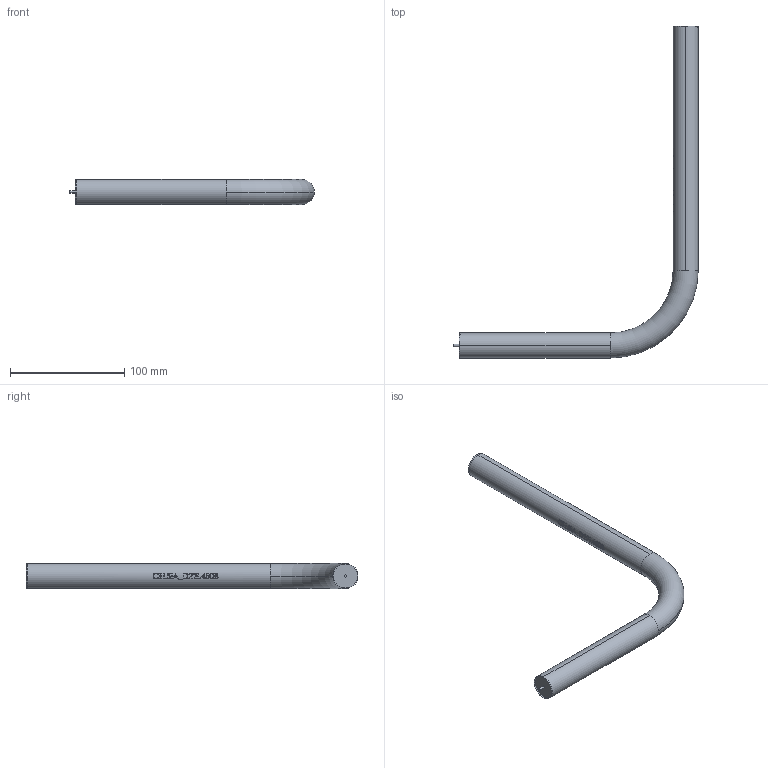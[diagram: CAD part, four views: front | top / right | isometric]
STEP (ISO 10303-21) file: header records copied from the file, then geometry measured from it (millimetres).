
FILE_DESCRIPTION (( 'STEP AP214' ), '1' );
FILE_NAME ('CELSIA_D22L450B.STEP', '2025-11-14T10:40:24', ( '' ), ( '' ), 'SwSTEP 2.0', 'SolidWorks 2023', '' );
FILE_SCHEMA (( 'AUTOMOTIVE_DESIGN' ));
Length unit declared in the file: millimetre
Products named in the file (1): CELSIA_D22L450B
Bounding box: 214.29 x 291.04 x 22 mm (x, y, z)
Volume: 170365.4 mm3; surface area: 32063.9 mm2
Topology: 1 solids, 1 shells, 200 faces, 522 edges, 348 vertices
Faces by surface type: bspline 87, plane 80, cylinder 31, torus 2
Entity records: 21408 total; most frequent: CARTESIAN_POINT 17185, ORIENTED_EDGE 1044, DIRECTION 555, EDGE_CURVE 522, VERTEX_POINT 348, B_SPLINE_CURVE_WITH_KNOTS 279, EDGE_LOOP 224, FACE_OUTER_BOUND 200
